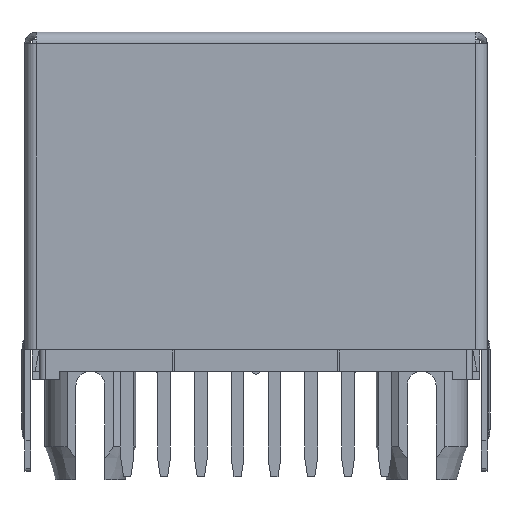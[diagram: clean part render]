
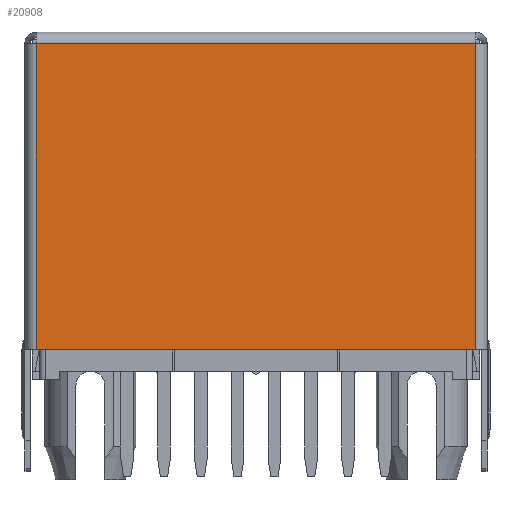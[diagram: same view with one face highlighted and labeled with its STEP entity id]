
A CAD part, front view. The second image highlights one B-rep face of the part: STEP entity #20908.
In plain terms, the highlighted planar face has unit normal (0, -1, 0).
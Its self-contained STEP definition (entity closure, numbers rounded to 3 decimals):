
#15953=DIRECTION('',(0.,0.,1.));
#15954=VECTOR('',#15953,10.55);
#15955=CARTESIAN_POINT('',(7.575,-9.15,-10.75));
#15956=LINE('',#15955,#15954);
#16155=DIRECTION('',(0.,0.,-1.));
#16156=VECTOR('',#16155,10.55);
#16157=CARTESIAN_POINT('',(-7.575,-9.15,-0.2));
#16158=LINE('',#16157,#16156);
#16159=DIRECTION('',(1.,0.,0.));
#16160=VECTOR('',#16159,15.15);
#16161=CARTESIAN_POINT('',(-7.575,-9.15,-10.75));
#16162=LINE('',#16161,#16160);
#16195=DIRECTION('',(-1.,0.,0.));
#16196=VECTOR('',#16195,15.15);
#16197=CARTESIAN_POINT('',(7.575,-9.15,-0.2));
#16198=LINE('',#16197,#16196);
#17393=CARTESIAN_POINT('',(-7.575,-9.15,-0.2));
#17394=VERTEX_POINT('',#17393);
#17397=CARTESIAN_POINT('',(7.575,-9.15,-0.2));
#17398=VERTEX_POINT('',#17397);
#17405=CARTESIAN_POINT('',(7.575,-9.15,-10.75));
#17406=VERTEX_POINT('',#17405);
#17509=CARTESIAN_POINT('',(-7.575,-9.15,-10.75));
#17510=VERTEX_POINT('',#17509);
#20895=CARTESIAN_POINT('',(7.975,-9.15,0.2));
#20896=DIRECTION('',(0.,1.,0.));
#20897=DIRECTION('',(1.,0.,0.));
#20898=AXIS2_PLACEMENT_3D('',#20895,#20896,#20897);
#20899=PLANE('',#20898);
#20900=ORIENTED_EDGE('',*,*,#20564,.F.);
#20902=ORIENTED_EDGE('',*,*,#20901,.F.);
#20903=ORIENTED_EDGE('',*,*,#20888,.F.);
#20905=ORIENTED_EDGE('',*,*,#20904,.F.);
#20906=EDGE_LOOP('',(#20900,#20902,#20903,#20905));
#20907=FACE_OUTER_BOUND('',#20906,.F.);
#20908=ADVANCED_FACE('',(#20907),#20899,.F.);
#20564=EDGE_CURVE('',#17406,#17398,#15956,.T.);
#20888=EDGE_CURVE('',#17394,#17510,#16158,.T.);
#20901=EDGE_CURVE('',#17510,#17406,#16162,.T.);
#20904=EDGE_CURVE('',#17398,#17394,#16198,.T.);
